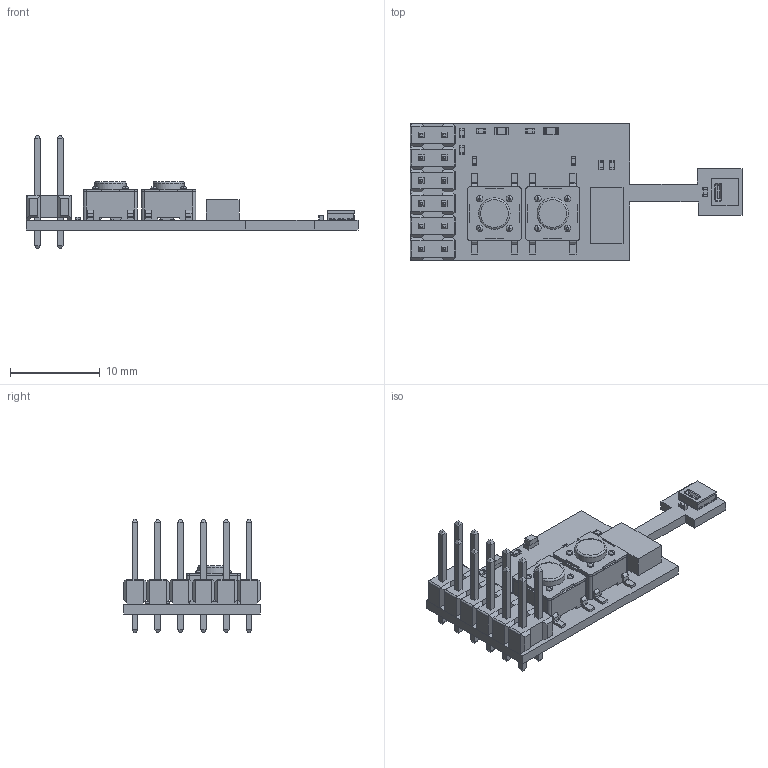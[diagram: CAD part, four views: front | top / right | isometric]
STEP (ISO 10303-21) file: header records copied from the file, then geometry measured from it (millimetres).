
FILE_DESCRIPTION(('Open CASCADE Model'),'2;1');
FILE_NAME('Open CASCADE Shape Model','2021-03-02T00:10:42',('Author'),( 'Open CASCADE'),'Open CASCADE STEP processor 6.8','Open CASCADE 6.8' ,'Unknown');
FILE_SCHEMA(('AUTOMOTIVE_DESIGN { 1 0 10303 214 1 1 1 1 }'));
Length unit declared in the file: millimetre
Products named in the file (32): PCB; Board; Open CASCADE STEP translator 6.8 5.1.1; U100; SHT2x; T101; PTS645SM43SMTR92LFS; T100; SW100; 5930655840; Extruded; R107; R0402; R106; R105; R104; R103; R102; R101; R100; J100; Pin_Header_2x6_TH_Pitch_2.54mm; Open CASCADE STEP translator 6.8 5.14.1.1; Open CASCADE STEP translator 6.8 5.14.1.2; D101; AP1608; D100; C100; User_Library-cap_0402
Assembly tree (61 placements, depth 4):
  PCB
    Board
      Open CASCADE STEP translator 6.8 5.1.1
    U100
      SHT2x
    T101
      PTS645SM43SMTR92LFS
    T100
      PTS645SM43SMTR92LFS
    SW100
      5930655840
        Extruded
    R107
      R0402
      R0402
      R0402
      R0402
    R106
      R0402
      R0402
      R0402
      R0402
    R105
      R0402
      R0402
      R0402
      R0402
    R104
      R0402
      R0402
      R0402
      R0402
    R103
      R0402
      R0402
      R0402
      R0402
    R102
      R0402
      R0402
      R0402
      R0402
    R101
      R0402
      R0402
      R0402
      R0402
    R100
      R0402
      R0402
      R0402
      R0402
    J100
      Pin_Header_2x6_TH_Pitch_2.54mm
        Open CASCADE STEP translator 6.8 5.14.1.1
        Open CASCADE STEP translator 6.8 5.14.1.2
    D101
      AP1608
    D100
      AP1608
Bounding box: 37.01 x 15.24 x 12.7 mm (x, y, z)
Volume: 968.3 mm3; surface area: 2368.1 mm2
Topology: 77 solids, 77 shells, 1948 faces, 5027 edges, 3297 vertices
Faces by surface type: plane 1454, bspline 292, cylinder 192, sphere 8, torus 2
Full cylindrical faces by diameter (mm): 0.7 x8, 1 x12, 3.5 x2
Entity records: 49224 total; most frequent: CARTESIAN_POINT 15386, ORIENTED_EDGE 6492, DIRECTION 4566, EDGE_CURVE 3246, VERTEX_POINT 2112, LINE 1708, VECTOR 1708, AXIS2_PLACEMENT_3D 1429
